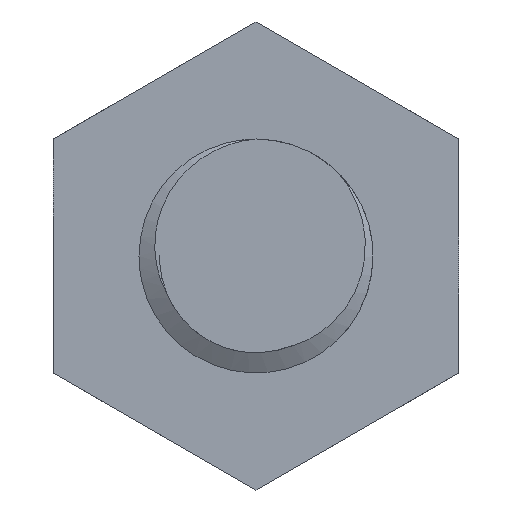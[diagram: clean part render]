
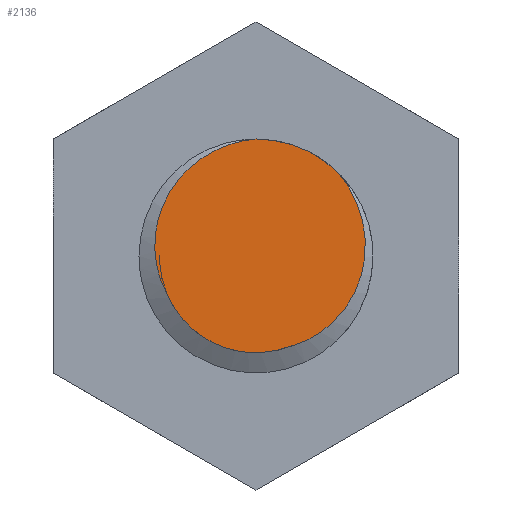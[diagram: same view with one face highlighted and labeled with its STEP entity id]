
A CAD part, front view. The second image highlights one B-rep face of the part: STEP entity #2136.
In plain terms, the highlighted planar face has unit normal (0, -1, 0).
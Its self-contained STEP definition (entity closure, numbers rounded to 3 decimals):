
#59 = DIRECTION ( 'NONE',  ( 1., 0., 0. ) ) ;
#190 = CARTESIAN_POINT ( 'NONE',  ( -2.156, 0., 0.478 ) ) ;
#191 = CARTESIAN_POINT ( 'NONE',  ( -1.038, 0., -1.792 ) ) ;
#231 = CARTESIAN_POINT ( 'NONE',  ( 2.162, 0., 1.134 ) ) ;
#255 = CARTESIAN_POINT ( 'NONE',  ( -1.805, 0., -1.043 ) ) ;
#460 = CARTESIAN_POINT ( 'NONE',  ( -2.067, 0., -0.45 ) ) ;
#501 = CARTESIAN_POINT ( 'NONE',  ( -0.904, 0., 2.248 ) ) ;
#541 = DIRECTION ( 'NONE',  ( 0., 1., 0. ) ) ;
#563 = CARTESIAN_POINT ( 'NONE',  ( 2.314, 0., 0.591 ) ) ;
#566 = CARTESIAN_POINT ( 'NONE',  ( -1.91, 0., -0.791 ) ) ;
#588 = CARTESIAN_POINT ( 'NONE',  ( 2.336, 0., 0.403 ) ) ;
#633 = B_SPLINE_CURVE_WITH_KNOTS ( 'NONE', 3,
 ( #4319, #3278, #460, #4258, #1845, #190, #1823, #1180, #1557, #4239, #3604, #816, #836, #501, #2924, #3959, #2540, #2163 ),
 .UNSPECIFIED., .F., .F.,
 ( 4, 2, 2, 2, 2, 2, 2, 2, 4 ),
 ( 0., 0.001, 0.001, 0.002, 0.002, 0.003, 0.003, 0.004, 0.004 ),
 .UNSPECIFIED. ) ;
#639 = CARTESIAN_POINT ( 'NONE',  ( 0., 0., 2.5 ) ) ;
#742 = EDGE_CURVE ( 'NONE', #4171, #3958, #4439, .T. ) ;
#745 = CARTESIAN_POINT ( 'NONE',  ( 1.865, 0., -1.184 ) ) ;
#795 = EDGE_CURVE ( 'NONE', #2022, #4171, #633, .T. ) ;
#816 = CARTESIAN_POINT ( 'NONE',  ( -1.37, 0., 1.935 ) ) ;
#835 = B_SPLINE_CURVE_WITH_KNOTS ( 'NONE', 3,
 ( #4394, #3647, #857, #231, #1241, #563, #588, #3606, #3260, #3846, #1483, #2764, #745, #3099, #3439, #4185, #2828, #4052 ),
 .UNSPECIFIED., .F., .F.,
 ( 4, 2, 2, 2, 2, 2, 2, 2, 4 ),
 ( 0., 0.001, 0.001, 0.002, 0.002, 0.003, 0.003, 0.004, 0.004 ),
 .UNSPECIFIED. ) ;
#836 = CARTESIAN_POINT ( 'NONE',  ( -1.222, 0., 2.052 ) ) ;
#857 = CARTESIAN_POINT ( 'NONE',  ( 1.993, 0., 1.467 ) ) ;
#949 = CARTESIAN_POINT ( 'NONE',  ( 0.539, 0., -2.014 ) ) ;
#1180 = CARTESIAN_POINT ( 'NONE',  ( -2.02, 0., 1.025 ) ) ;
#1222 = CARTESIAN_POINT ( 'NONE',  ( 0.791, 0., -1.91 ) ) ;
#1241 = CARTESIAN_POINT ( 'NONE',  ( 2.228, 0., 0.954 ) ) ;
#1261 = ORIENTED_EDGE ( 'NONE', *, *, #3735, .F. ) ;
#1264 = CARTESIAN_POINT ( 'NONE',  ( 0.267, 0., -2.067 ) ) ;
#1311 = CARTESIAN_POINT ( 'NONE',  ( -1.91, 0., -0.791 ) ) ;
#1483 = CARTESIAN_POINT ( 'NONE',  ( 2.155, 0., -0.701 ) ) ;
#1557 = CARTESIAN_POINT ( 'NONE',  ( -1.944, 0., 1.199 ) ) ;
#1792 = CARTESIAN_POINT ( 'NONE',  ( 1.768, 0., 1.768 ) ) ;
#1817 = VERTEX_POINT ( 'NONE', #2144 ) ;
#1823 = CARTESIAN_POINT ( 'NONE',  ( -2.126, 0., 0.667 ) ) ;
#1845 = CARTESIAN_POINT ( 'NONE',  ( -2.169, 0., 0.105 ) ) ;
#1930 = CARTESIAN_POINT ( 'NONE',  ( -0.273, 0., -2.053 ) ) ;
#1952 = CARTESIAN_POINT ( 'NONE',  ( -1.366, 0., -1.557 ) ) ;
#1984 = AXIS2_PLACEMENT_3D ( 'NONE', #3255, #541, #2883 ) ;
#2022 = VERTEX_POINT ( 'NONE', #566 ) ;
#2094 = PLANE ( 'NONE',  #2846 ) ;
#2136 = ADVANCED_FACE ( 'NONE', ( #3105 ), #2094, .T. ) ;
#2144 = CARTESIAN_POINT ( 'NONE',  ( 0.791, 0., -1.91 ) ) ;
#2163 = CARTESIAN_POINT ( 'NONE',  ( 0., 0., 2.5 ) ) ;
#2251 = CARTESIAN_POINT ( 'NONE',  ( -0.137, 0., -2.067 ) ) ;
#2476 = EDGE_LOOP ( 'NONE', ( #3144, #4119, #1261, #3187 ) ) ;
#2540 = CARTESIAN_POINT ( 'NONE',  ( -0.188, 0., 2.484 ) ) ;
#2632 = CARTESIAN_POINT ( 'NONE',  ( -0.667, 0., -1.961 ) ) ;
#2764 = CARTESIAN_POINT ( 'NONE',  ( 1.977, 0., -1.029 ) ) ;
#2828 = CARTESIAN_POINT ( 'NONE',  ( 0.973, 0., -1.857 ) ) ;
#2846 = AXIS2_PLACEMENT_3D ( 'NONE', #4124, #4420, #59 ) ;
#2871 = B_SPLINE_CURVE_WITH_KNOTS ( 'NONE', 3,
 ( #1222, #949, #1264, #2251, #1930, #3983, #2632, #3961, #191, #3323, #1952, #4007, #255, #1311 ),
 .UNSPECIFIED., .F., .F.,
 ( 4, 2, 2, 2, 2, 2, 4 ),
 ( 0., 0.001, 0.001, 0.002, 0.002, 0.002, 0.003 ),
 .UNSPECIFIED. ) ;
#2883 = DIRECTION ( 'NONE',  ( -1., 0., 0. ) ) ;
#2924 = CARTESIAN_POINT ( 'NONE',  ( -0.732, 0., 2.328 ) ) ;
#3099 = CARTESIAN_POINT ( 'NONE',  ( 1.61, 0., -1.458 ) ) ;
#3105 = FACE_OUTER_BOUND ( 'NONE', #2476, .T. ) ;
#3144 = ORIENTED_EDGE ( 'NONE', *, *, #742, .F. ) ;
#3187 = ORIENTED_EDGE ( 'NONE', *, *, #3951, .F. ) ;
#3255 = CARTESIAN_POINT ( 'NONE',  ( 0., 0., 0. ) ) ;
#3260 = CARTESIAN_POINT ( 'NONE',  ( 2.315, 0., -0.159 ) ) ;
#3278 = CARTESIAN_POINT ( 'NONE',  ( -2.001, 0., -0.625 ) ) ;
#3323 = CARTESIAN_POINT ( 'NONE',  ( -1.262, 0., -1.642 ) ) ;
#3439 = CARTESIAN_POINT ( 'NONE',  ( 1.467, 0., -1.578 ) ) ;
#3604 = CARTESIAN_POINT ( 'NONE',  ( -1.636, 0., 1.668 ) ) ;
#3606 = CARTESIAN_POINT ( 'NONE',  ( 2.336, 0., 0.026 ) ) ;
#3647 = CARTESIAN_POINT ( 'NONE',  ( 1.89, 0., 1.623 ) ) ;
#3735 = EDGE_CURVE ( 'NONE', #1817, #2022, #2871, .T. ) ;
#3846 = CARTESIAN_POINT ( 'NONE',  ( 2.224, 0., -0.522 ) ) ;
#3951 = EDGE_CURVE ( 'NONE', #3958, #1817, #835, .T. ) ;
#3958 = VERTEX_POINT ( 'NONE', #1792 ) ;
#3959 = CARTESIAN_POINT ( 'NONE',  ( -0.374, 0., 2.446 ) ) ;
#3961 = CARTESIAN_POINT ( 'NONE',  ( -0.917, 0., -1.857 ) ) ;
#3983 = CARTESIAN_POINT ( 'NONE',  ( -0.539, 0., -2. ) ) ;
#4007 = CARTESIAN_POINT ( 'NONE',  ( -1.654, 0., -1.268 ) ) ;
#4052 = CARTESIAN_POINT ( 'NONE',  ( 0.791, 0., -1.91 ) ) ;
#4119 = ORIENTED_EDGE ( 'NONE', *, *, #795, .F. ) ;
#4124 = CARTESIAN_POINT ( 'NONE',  ( -2.5, 0., 0. ) ) ;
#4171 = VERTEX_POINT ( 'NONE', #639 ) ;
#4185 = CARTESIAN_POINT ( 'NONE',  ( 1.145, 0., -1.779 ) ) ;
#4239 = CARTESIAN_POINT ( 'NONE',  ( -1.751, 0., 1.521 ) ) ;
#4258 = CARTESIAN_POINT ( 'NONE',  ( -2.152, 0., -0.085 ) ) ;
#4319 = CARTESIAN_POINT ( 'NONE',  ( -1.91, 0., -0.791 ) ) ;
#4394 = CARTESIAN_POINT ( 'NONE',  ( 1.768, 0., 1.768 ) ) ;
#4420 = DIRECTION ( 'NONE',  ( 0., -1., 0. ) ) ;
#4439 = CIRCLE ( 'NONE', #1984, 2.5 ) ;
